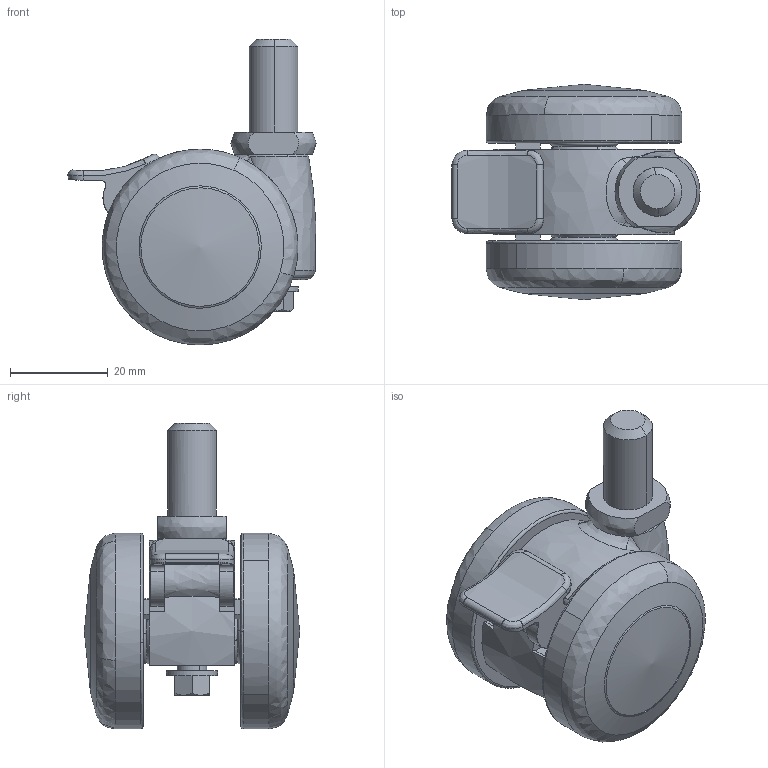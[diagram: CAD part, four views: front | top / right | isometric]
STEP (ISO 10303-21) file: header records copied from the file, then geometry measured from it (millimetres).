
FILE_DESCRIPTION((''),'2;1');
FILE_NAME('','2005-12-16T13:52:01',(''),(''),'','CADfix','');
FILE_SCHEMA(('AUTOMOTIVE_DESIGN'));
Length unit declared in the file: millimetre
Products named in the file (5): wheel; main shaft; lever; body; TY40N10S_10221_36
Assembly tree (5 placements, depth 2):
  TY40N10S_10221_36
    wheel  x2
    main shaft
    lever
    body
Bounding box: 50.69 x 44 x 62.5 mm (x, y, z)
Volume: 40387.1 mm3; surface area: 19321.9 mm2
Topology: 5 solids, 5 shells, 193 faces, 566 edges, 395 vertices
Faces by surface type: bspline 193
Entity records: 8089 total; most frequent: CARTESIAN_POINT 5317, ORIENTED_EDGE 972, EDGE_CURVE 486, VERTEX_POINT 335, EDGE_LOOP 189, FACE_OUTER_BOUND 170, ADVANCED_FACE 170, QUASI_UNIFORM_CURVE 164
